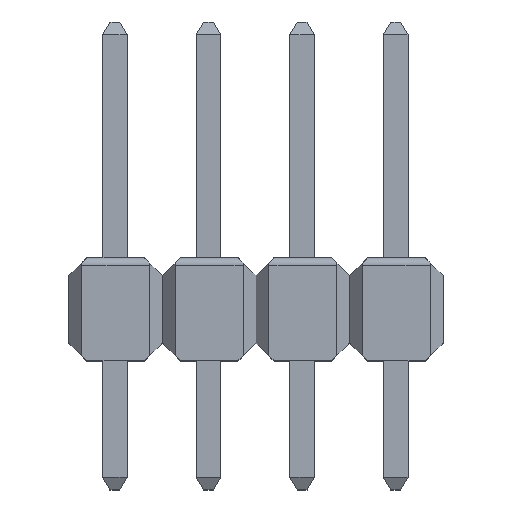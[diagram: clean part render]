
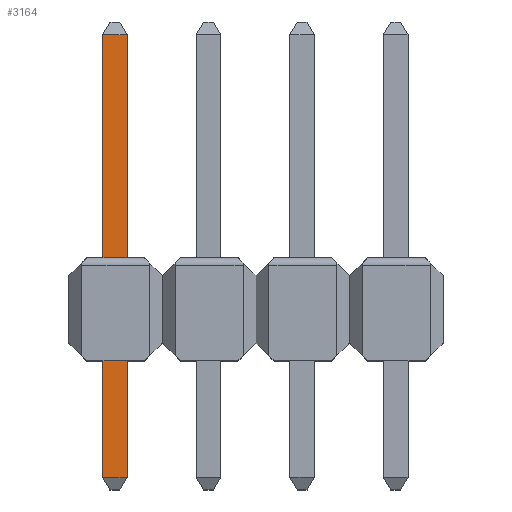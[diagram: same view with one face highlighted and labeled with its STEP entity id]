
A CAD part, top view. The second image highlights one B-rep face of the part: STEP entity #3164.
In plain terms, the highlighted planar face has unit normal (0, 0, 1).
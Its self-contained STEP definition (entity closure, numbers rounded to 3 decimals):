
#217 = DIRECTION ( 'NONE',  ( -1., 0., 0. ) ) ;
#232 = CARTESIAN_POINT ( 'NONE',  ( -0.335, 12.354, 0.335 ) ) ;
#323 = AXIS2_PLACEMENT_3D ( 'NONE', #2069, #812, #4712 ) ;
#544 = ORIENTED_EDGE ( 'NONE', *, *, #587, .F. ) ;
#587 = EDGE_CURVE ( 'NONE', #689, #2993, #4779, .T. ) ;
#658 = LINE ( 'NONE', #2212, #4017 ) ;
#689 = VERTEX_POINT ( 'NONE', #936 ) ;
#812 = DIRECTION ( 'NONE',  ( 0., 0., -1. ) ) ;
#845 = VECTOR ( 'NONE', #2874, 1000. ) ;
#891 = CARTESIAN_POINT ( 'NONE',  ( 0.335, 12.7, 0.335 ) ) ;
#908 = ORIENTED_EDGE ( 'NONE', *, *, #3257, .F. ) ;
#936 = CARTESIAN_POINT ( 'NONE',  ( -0.335, 12.354, 0.335 ) ) ;
#956 = CARTESIAN_POINT ( 'NONE',  ( 0.335, 12.354, 0.335 ) ) ;
#1299 = EDGE_CURVE ( 'NONE', #4545, #2993, #1673, .T. ) ;
#1496 = DIRECTION ( 'NONE',  ( 0., 1., 0. ) ) ;
#1536 = CARTESIAN_POINT ( 'NONE',  ( -0.335, 0.346, 0.335 ) ) ;
#1673 = LINE ( 'NONE', #891, #845 ) ;
#1762 = CARTESIAN_POINT ( 'NONE',  ( -0.335, 0.346, 0.335 ) ) ;
#1778 = ORIENTED_EDGE ( 'NONE', *, *, #4776, .F. ) ;
#1832 = ORIENTED_EDGE ( 'NONE', *, *, #1299, .T. ) ;
#1931 = EDGE_LOOP ( 'NONE', ( #908, #1832, #544, #1778 ) ) ;
#2069 = CARTESIAN_POINT ( 'NONE',  ( -0.335, 12.7, 0.335 ) ) ;
#2130 = CARTESIAN_POINT ( 'NONE',  ( 0.335, 0.346, 0.335 ) ) ;
#2212 = CARTESIAN_POINT ( 'NONE',  ( -0.335, 12.7, 0.335 ) ) ;
#2257 = VECTOR ( 'NONE', #217, 1000. ) ;
#2478 = LINE ( 'NONE', #1762, #2257 ) ;
#2874 = DIRECTION ( 'NONE',  ( 0., 1., 0. ) ) ;
#2993 = VERTEX_POINT ( 'NONE', #956 ) ;
#3164 = ADVANCED_FACE ( 'NONE', ( #3546 ), #3521, .F. ) ;
#3257 = EDGE_CURVE ( 'NONE', #4545, #3419, #2478, .T. ) ;
#3311 = DIRECTION ( 'NONE',  ( 1., 0., 0. ) ) ;
#3419 = VERTEX_POINT ( 'NONE', #1536 ) ;
#3521 = PLANE ( 'NONE',  #323 ) ;
#3546 = FACE_OUTER_BOUND ( 'NONE', #1931, .T. ) ;
#4017 = VECTOR ( 'NONE', #1496, 1000. ) ;
#4545 = VERTEX_POINT ( 'NONE', #2130 ) ;
#4712 = DIRECTION ( 'NONE',  ( -1., 0., 0. ) ) ;
#4776 = EDGE_CURVE ( 'NONE', #3419, #689, #658, .T. ) ;
#4779 = LINE ( 'NONE', #232, #4827 ) ;
#4827 = VECTOR ( 'NONE', #3311, 1000. ) ;
